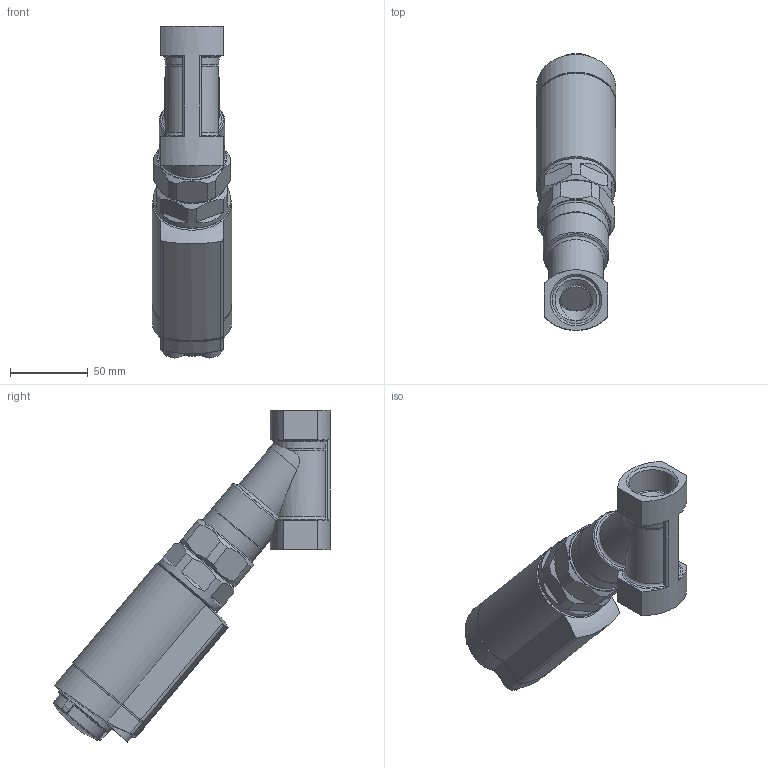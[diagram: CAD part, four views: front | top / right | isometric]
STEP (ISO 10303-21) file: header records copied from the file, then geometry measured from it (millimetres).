
FILE_DESCRIPTION(/* description */ ('STEP AP214'),/* implementation_level */ '2;1');
FILE_NAME(/* name */ '8060530_VZXA-B-TS6-25-M2-V13T-8_3-K-46-17-V4',/* time_stamp */ '2024-09-16T09:44:05+02:00',/* author */ ('License CC BY-ND 4.0'),/* organization */ ('CADENAS'),/* preprocessor_version */ 'ST-DEVELOPER v19.3',/* originating_system */ 'PARTsolutions',/* authorisation */ ' ');
FILE_SCHEMA (('AUTOMOTIVE_DESIGN {1 0 10303 214 3 1 1}'));
Length unit declared in the file: millimetre
Products named in the file (6): 8060530 VZXA-B-TS6-25-M2-V13T-8.3-K-46-17-V4---(0); 3539411 VZZA---T-S6-25-M2-V13-T; 8083959 DFPK-46-17-V4_housing---(0); 3539413 DFPK-46---(-_V4cap); 2284889 DFPK---(cover); 3465682 DFP_ec
Assembly tree (5 placements, depth 2):
  8060530 VZXA-B-TS6-25-M2-V13T-8.3-K-46-17-V4---(0)
    3539411 VZZA---T-S6-25-M2-V13-T
    8083959 DFPK-46-17-V4_housing---(0)
    3539413 DFPK-46---(-_V4cap)
    2284889 DFPK---(cover)
    3465682 DFP_ec
Bounding box: 50.99 x 178.35 x 213.71 mm (x, y, z)
Volume: 429993.2 mm3; surface area: 95916.9 mm2
Topology: 5 solids, 5 shells, 452 faces, 1079 edges, 693 vertices
Faces by surface type: plane 178, cylinder 139, cone 70, torus 57, sphere 8
Full cylindrical faces by diameter (mm): 3 x2, 4 x2, 5.8 x2, 6 x2, 7 x2, 7.2 x2, 8.2 x1, 8.376 x1, 8.566 x2, 9.8 x1, 10 x4, 10.15 x2, 11 x1, 15 x2, 16 x3, 16.2 x1, 18.2 x1, 20 x1, 22 x1, 24 x1, 27 x1, 28 x1, 28.5 x1, 30.291 x2, 32 x1, 33.1 x1, 33.376 x1, 33.835 x1, 36 x1, 37 x2
Entity records: 13932 total; most frequent: CARTESIAN_POINT 2850, DIRECTION 2086, ORIENTED_EDGE 1788, AXIS2_PLACEMENT_3D 904, EDGE_CURVE 894, EDGE_LOOP 664, FACE_BOUND 664, VERTEX_POINT 658
